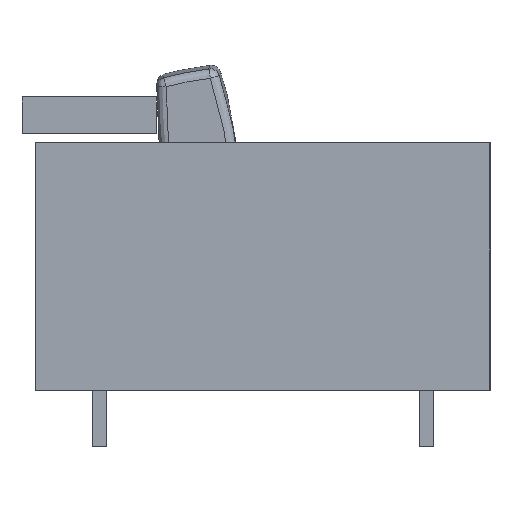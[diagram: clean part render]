
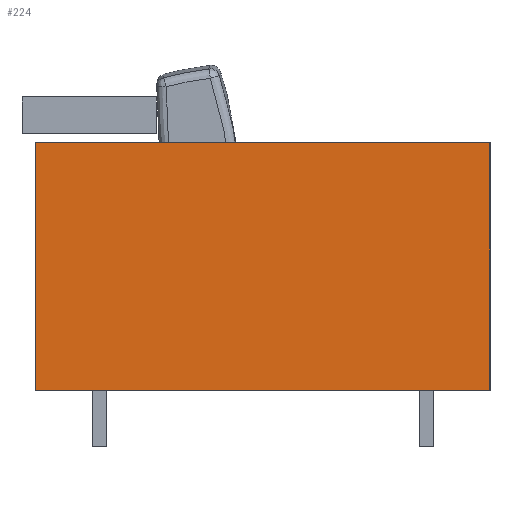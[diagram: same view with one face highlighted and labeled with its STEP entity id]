
A CAD part, left-side view. The second image highlights one B-rep face of the part: STEP entity #224.
In plain terms, the highlighted planar face has unit normal (-1, 0, 0).
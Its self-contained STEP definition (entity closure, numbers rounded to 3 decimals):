
#224=ADVANCED_FACE('',(#340),#1515,.T.);
#340=FACE_OUTER_BOUND('',#456,.T.);
#456=EDGE_LOOP('',(#590,#591,#592,#593));
#590=ORIENTED_EDGE('',*,*,#1041,.T.);
#591=ORIENTED_EDGE('',*,*,#1042,.T.);
#592=ORIENTED_EDGE('',*,*,#1043,.F.);
#593=ORIENTED_EDGE('',*,*,#1039,.F.);
#1039=EDGE_CURVE('',#1385,#1386,#1267,.T.);
#1041=EDGE_CURVE('',#1385,#1387,#1269,.T.);
#1042=EDGE_CURVE('',#1387,#1388,#1270,.T.);
#1043=EDGE_CURVE('',#1386,#1388,#1271,.T.);
#1267=B_SPLINE_CURVE_WITH_KNOTS('',1,(#1778,#1779),.UNSPECIFIED.,.F.,.F.,
(2,2),(0.,964.073),.UNSPECIFIED.);
#1269=B_SPLINE_CURVE_WITH_KNOTS('',1,(#1782,#1783),.UNSPECIFIED.,.F.,.F.,
(2,2),(-755.,-230.),.UNSPECIFIED.);
#1270=B_SPLINE_CURVE_WITH_KNOTS('',1,(#1784,#1785),.UNSPECIFIED.,.F.,.F.,
(2,2),(0.,964.073),.UNSPECIFIED.);
#1271=B_SPLINE_CURVE_WITH_KNOTS('',1,(#1786,#1787),.UNSPECIFIED.,.F.,.F.,
(2,2),(-755.,-230.),.UNSPECIFIED.);
#1385=VERTEX_POINT('',#1740);
#1386=VERTEX_POINT('',#1741);
#1387=VERTEX_POINT('',#1742);
#1388=VERTEX_POINT('',#1743);
#1515=PLANE('',#1595);
#1595=AXIS2_PLACEMENT_3D('',#1724,#1659,$);
#1659=DIRECTION('',(-1.,0.,0.));
#1724=CARTESIAN_POINT('',(268632.545,-952.938,120.));
#1740=CARTESIAN_POINT('',(268632.545,-952.938,120.));
#1741=CARTESIAN_POINT('',(268632.545,11.135,120.));
#1742=CARTESIAN_POINT('',(268632.545,-952.938,645.));
#1743=CARTESIAN_POINT('',(268632.545,11.135,645.));
#1778=CARTESIAN_POINT('',(268632.545,-952.938,120.));
#1779=CARTESIAN_POINT('',(268632.545,11.135,120.));
#1782=CARTESIAN_POINT('',(268632.545,-952.938,120.));
#1783=CARTESIAN_POINT('',(268632.545,-952.938,645.));
#1784=CARTESIAN_POINT('',(268632.545,-952.938,645.));
#1785=CARTESIAN_POINT('',(268632.545,11.135,645.));
#1786=CARTESIAN_POINT('',(268632.545,11.135,120.));
#1787=CARTESIAN_POINT('',(268632.545,11.135,645.));
